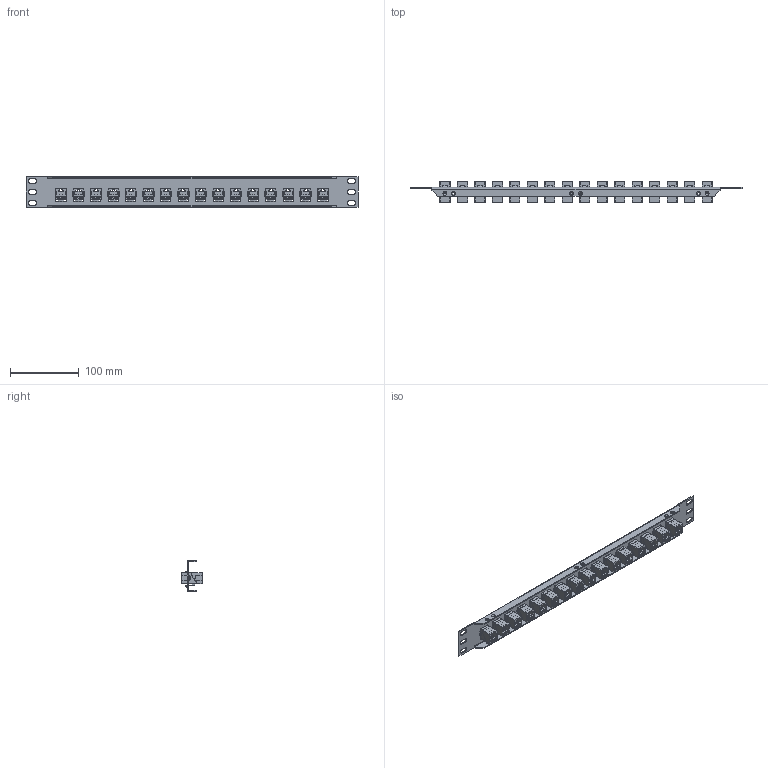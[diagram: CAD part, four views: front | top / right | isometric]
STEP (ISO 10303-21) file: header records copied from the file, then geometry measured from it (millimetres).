
FILE_DESCRIPTION (( 'STEP AP214' ), '1' );
FILE_NAME ('PR175C5E-16.STEP', '2014-01-31T16:39:24', ( 'L-Com' ), ( 'L-Com Global Connectivity' ), 'SwSTEP 2.0', 'SolidWorks 2012', '' );
FILE_SCHEMA (( 'AUTOMOTIVE_DESIGN' ));
Length unit declared in the file: inch
Products named in the file (3): TDG1026KC5 DC_no label; PR175UJ16-MA1; PR175C5E-16
Assembly tree (17 placements, depth 2):
  PR175C5E-16
    PR175UJ16-MA1
    TDG1026KC5 DC_no label  x16
Bounding box: 482.6 x 29.8 x 43.94 mm (x, y, z)
Volume: 120908.9 mm3; surface area: 116418.3 mm2
Topology: 17 solids, 17 shells, 5237 faces, 14472 edges, 9600 vertices
Faces by surface type: plane 3509, bspline 1432, cylinder 208, torus 64, cone 24
Entity records: 42950 total; most frequent: CARTESIAN_POINT 16235, ORIENTED_EDGE 4704, DIRECTION 3269, EDGE_CURVE 2352, LINE 1753, VECTOR 1753, VERTEX_POINT 1560, EDGE_LOOP 1020
